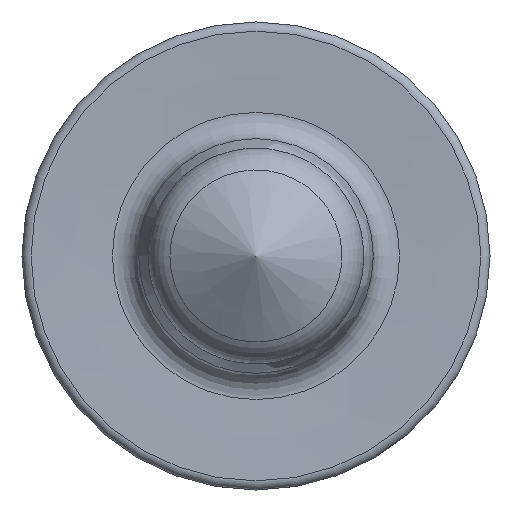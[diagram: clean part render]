
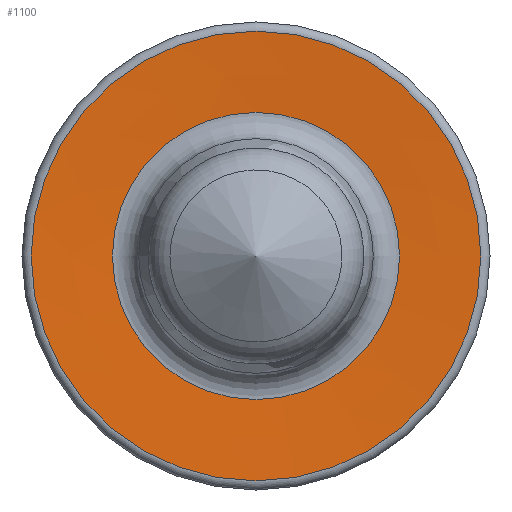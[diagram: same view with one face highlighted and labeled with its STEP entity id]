
A CAD part, left-side view. The second image highlights one B-rep face of the part: STEP entity #1100.
In plain terms, the highlighted conical face has half-angle 87 degrees and reference radius 3.575 mm.
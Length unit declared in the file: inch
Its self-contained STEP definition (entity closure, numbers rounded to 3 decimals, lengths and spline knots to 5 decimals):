
#218=CONICAL_SURFACE('',#1212,0.14075,87.);
#237=FACE_BOUND('',#330,.T.);
#254=FACE_OUTER_BOUND('',#329,.T.);
#329=EDGE_LOOP('',(#761));
#330=EDGE_LOOP('',(#762));
#416=CIRCLE('',#1209,0.11505);
#418=CIRCLE('',#1213,0.18013);
#484=VERTEX_POINT('',#1694);
#486=VERTEX_POINT('',#1700);
#594=EDGE_CURVE('',#484,#484,#416,.T.);
#596=EDGE_CURVE('',#486,#486,#418,.T.);
#761=ORIENTED_EDGE('',*,*,#596,.F.);
#762=ORIENTED_EDGE('',*,*,#594,.F.);
#1100=ADVANCED_FACE('',(#254,#237),#218,.F.);
#1209=AXIS2_PLACEMENT_3D('',#1695,#1357,#1358);
#1212=AXIS2_PLACEMENT_3D('',#1699,#1363,#1364);
#1213=AXIS2_PLACEMENT_3D('',#1701,#1365,#1366);
#1357=DIRECTION('center_axis',(-1.,0.,0.));
#1358=DIRECTION('ref_axis',(0.,-1.,0.));
#1363=DIRECTION('center_axis',(-1.,0.,0.));
#1364=DIRECTION('ref_axis',(0.,1.,0.));
#1365=DIRECTION('center_axis',(1.,0.,0.));
#1366=DIRECTION('ref_axis',(0.,-1.,0.));
#1694=CARTESIAN_POINT('',(0.5538,0.11505,0.));
#1695=CARTESIAN_POINT('Origin',(0.5538,0.,0.));
#1699=CARTESIAN_POINT('Origin',(0.55245,0.,
0.));
#1700=CARTESIAN_POINT('',(0.55039,0.18013,0.));
#1701=CARTESIAN_POINT('Origin',(0.55039,0.,0.));
